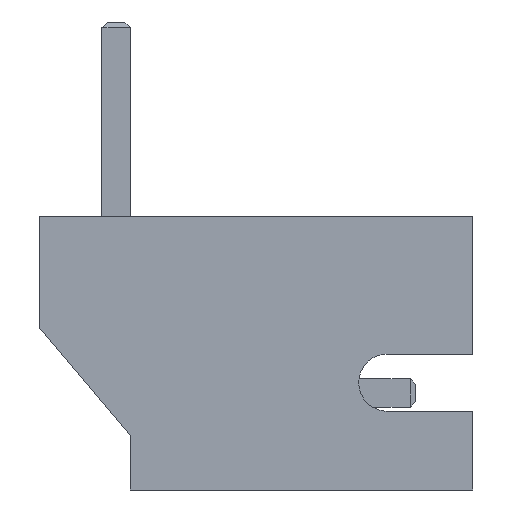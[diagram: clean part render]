
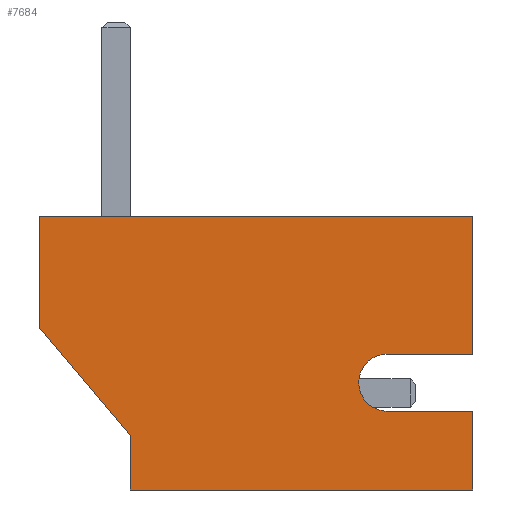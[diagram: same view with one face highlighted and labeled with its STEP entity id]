
A CAD part, left-side view. The second image highlights one B-rep face of the part: STEP entity #7684.
In plain terms, the highlighted planar face has unit normal (-1, 0, 0).
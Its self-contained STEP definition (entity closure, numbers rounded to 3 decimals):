
#379 = ORIENTED_EDGE ( 'NONE', *, *, #8853, .T. ) ;
#452 = DIRECTION ( 'NONE',  ( 0., 1., 0. ) ) ;
#613 = VERTEX_POINT ( 'NONE', #3268 ) ;
#690 = EDGE_CURVE ( 'NONE', #12868, #7688, #11953, .T. ) ;
#846 = EDGE_CURVE ( 'NONE', #10204, #9958, #19493, .T. ) ;
#935 = ORIENTED_EDGE ( 'NONE', *, *, #10143, .T. ) ;
#953 = EDGE_CURVE ( 'NONE', #7688, #4505, #10524, .T. ) ;
#1149 = ORIENTED_EDGE ( 'NONE', *, *, #846, .F. ) ;
#1291 = CARTESIAN_POINT ( 'NONE',  ( -1.95, 3.85, -0.25 ) ) ;
#1993 = ORIENTED_EDGE ( 'NONE', *, *, #690, .F. ) ;
#1996 = CARTESIAN_POINT ( 'NONE',  ( -1.95, 4.8, -0.25 ) ) ;
#2004 = EDGE_CURVE ( 'NONE', #12497, #10282, #10903, .T. ) ;
#2088 = VECTOR ( 'NONE', #19093, 1000. ) ;
#2497 = VECTOR ( 'NONE', #452, 1000. ) ;
#2819 = CARTESIAN_POINT ( 'NONE',  ( -1.95, 0., 1.35 ) ) ;
#3268 = CARTESIAN_POINT ( 'NONE',  ( -1.95, 3.42, -6.25 ) ) ;
#3688 = ORIENTED_EDGE ( 'NONE', *, *, #6630, .F. ) ;
#3714 = VECTOR ( 'NONE', #6013, 1000. ) ;
#3863 = VECTOR ( 'NONE', #10686, 1000. ) ;
#4103 = CARTESIAN_POINT ( 'NONE',  ( -1.95, 3.85, -0.25 ) ) ;
#4505 = VERTEX_POINT ( 'NONE', #5170 ) ;
#5170 = CARTESIAN_POINT ( 'NONE',  ( -1.95, 2.42, -4.75 ) ) ;
#5172 = EDGE_CURVE ( 'NONE', #6918, #613, #19233, .T. ) ;
#5313 = CARTESIAN_POINT ( 'NONE',  ( -1.95, 2.42, -6.25 ) ) ;
#5875 = DIRECTION ( 'NONE',  ( 0., 1., 0. ) ) ;
#6013 = DIRECTION ( 'NONE',  ( 0., 0., -1. ) ) ;
#6062 = CARTESIAN_POINT ( 'NONE',  ( -1.95, 1.95, 1.35 ) ) ;
#6535 = DIRECTION ( 'NONE',  ( 0., 0., 1. ) ) ;
#6581 = CARTESIAN_POINT ( 'NONE',  ( -1.95, 4.8, -6.25 ) ) ;
#6630 = EDGE_CURVE ( 'NONE', #4505, #6918, #10610, .T. ) ;
#6632 = ORIENTED_EDGE ( 'NONE', *, *, #15890, .T. ) ;
#6918 = VERTEX_POINT ( 'NONE', #14875 ) ;
#6961 = DIRECTION ( 'NONE',  ( 1., 0., 0. ) ) ;
#7069 = CARTESIAN_POINT ( 'NONE',  ( -1.95, 0., 1.35 ) ) ;
#7167 = VECTOR ( 'NONE', #16075, 1000. ) ;
#7182 = ORIENTED_EDGE ( 'NONE', *, *, #5172, .F. ) ;
#7373 = LINE ( 'NONE', #4103, #2088 ) ;
#7583 = LINE ( 'NONE', #18997, #10505 ) ;
#7600 = CARTESIAN_POINT ( 'NONE',  ( -1.95, 3.42, -6.25 ) ) ;
#7684 = ADVANCED_FACE ( 'NONE', ( #13166 ), #19659, .F. ) ;
#7688 = VERTEX_POINT ( 'NONE', #10164 ) ;
#7768 = ORIENTED_EDGE ( 'NONE', *, *, #2004, .T. ) ;
#7795 = ORIENTED_EDGE ( 'NONE', *, *, #953, .F. ) ;
#7897 = DIRECTION ( 'NONE',  ( 0., 1., 0. ) ) ;
#8472 = VECTOR ( 'NONE', #6535, 1000. ) ;
#8582 = AXIS2_PLACEMENT_3D ( 'NONE', #19882, #6961, #13676 ) ;
#8853 = EDGE_CURVE ( 'NONE', #11435, #9958, #11820, .T. ) ;
#9204 = ORIENTED_EDGE ( 'NONE', *, *, #18504, .F. ) ;
#9583 = AXIS2_PLACEMENT_3D ( 'NONE', #15557, #20470, #5875 ) ;
#9958 = VERTEX_POINT ( 'NONE', #1996 ) ;
#10143 = EDGE_CURVE ( 'NONE', #10282, #11435, #7373, .T. ) ;
#10164 = CARTESIAN_POINT ( 'NONE',  ( -1.95, 2.42, -6.25 ) ) ;
#10204 = VERTEX_POINT ( 'NONE', #18629 ) ;
#10282 = VERTEX_POINT ( 'NONE', #6062 ) ;
#10443 = DIRECTION ( 'NONE',  ( 0., 1., 0. ) ) ;
#10505 = VECTOR ( 'NONE', #7897, 1000. ) ;
#10524 = LINE ( 'NONE', #5313, #17759 ) ;
#10610 = CIRCLE ( 'NONE', #9583, 0.5 ) ;
#10686 = DIRECTION ( 'NONE',  ( 0., 1., 0. ) ) ;
#10903 = LINE ( 'NONE', #2819, #3863 ) ;
#11435 = VERTEX_POINT ( 'NONE', #1291 ) ;
#11820 = LINE ( 'NONE', #13194, #2497 ) ;
#11953 = LINE ( 'NONE', #20143, #13315 ) ;
#12497 = VERTEX_POINT ( 'NONE', #7069 ) ;
#12868 = VERTEX_POINT ( 'NONE', #14486 ) ;
#13166 = FACE_OUTER_BOUND ( 'NONE', #16303, .T. ) ;
#13194 = CARTESIAN_POINT ( 'NONE',  ( -1.95, 4.8, -0.25 ) ) ;
#13315 = VECTOR ( 'NONE', #10443, 1000. ) ;
#13676 = DIRECTION ( 'NONE',  ( 0., -1., 0. ) ) ;
#13936 = DIRECTION ( 'NONE',  ( 0., 0., 1. ) ) ;
#14445 = LINE ( 'NONE', #17846, #8472 ) ;
#14486 = CARTESIAN_POINT ( 'NONE',  ( -1.95, 0., -6.25 ) ) ;
#14875 = CARTESIAN_POINT ( 'NONE',  ( -1.95, 3.42, -4.75 ) ) ;
#15557 = CARTESIAN_POINT ( 'NONE',  ( -1.95, 2.92, -4.75 ) ) ;
#15890 = EDGE_CURVE ( 'NONE', #12868, #12497, #14445, .T. ) ;
#16075 = DIRECTION ( 'NONE',  ( 0., 0., 1. ) ) ;
#16303 = EDGE_LOOP ( 'NONE', ( #9204, #7182, #3688, #7795, #1993, #6632, #7768, #935, #379, #1149 ) ) ;
#17759 = VECTOR ( 'NONE', #13936, 1000. ) ;
#17846 = CARTESIAN_POINT ( 'NONE',  ( -1.95, 0., -6.25 ) ) ;
#18504 = EDGE_CURVE ( 'NONE', #613, #10204, #7583, .T. ) ;
#18629 = CARTESIAN_POINT ( 'NONE',  ( -1.95, 4.8, -6.25 ) ) ;
#18997 = CARTESIAN_POINT ( 'NONE',  ( -1.95, 4.8, -6.25 ) ) ;
#19093 = DIRECTION ( 'NONE',  ( 0., 0.765, -0.644 ) ) ;
#19233 = LINE ( 'NONE', #7600, #3714 ) ;
#19493 = LINE ( 'NONE', #6581, #7167 ) ;
#19659 = PLANE ( 'NONE',  #8582 ) ;
#19882 = CARTESIAN_POINT ( 'NONE',  ( -1.95, 4.8, -6.25 ) ) ;
#20143 = CARTESIAN_POINT ( 'NONE',  ( -1.95, 4.8, -6.25 ) ) ;
#20470 = DIRECTION ( 'NONE',  ( -1., 0., 0. ) ) ;
